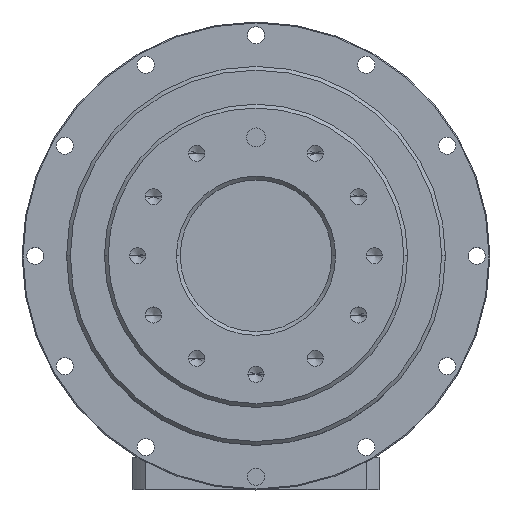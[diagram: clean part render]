
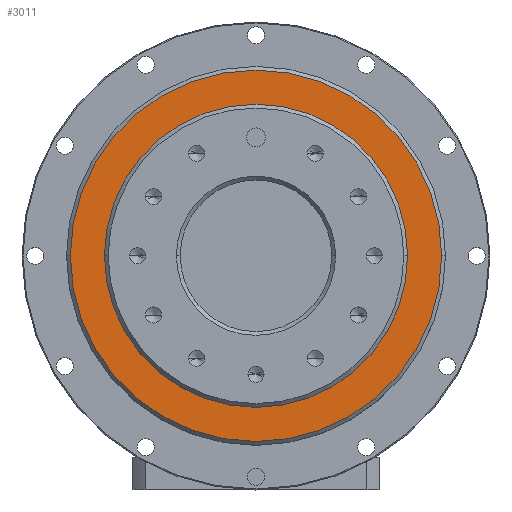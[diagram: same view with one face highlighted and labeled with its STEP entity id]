
A CAD part, top view. The second image highlights one B-rep face of the part: STEP entity #3011.
In plain terms, the highlighted planar face has unit normal (0, 0, 1).
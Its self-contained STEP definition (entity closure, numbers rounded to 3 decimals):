
#164 = CARTESIAN_POINT ( 'NONE',  ( 0., 0., 100. ) ) ;
#210 = FACE_BOUND ( 'NONE', #1401, .T. ) ;
#257 = DIRECTION ( 'NONE',  ( 0., 0., 1. ) ) ;
#266 = DIRECTION ( 'NONE',  ( 0., 0., 1. ) ) ;
#1401 = EDGE_LOOP ( 'NONE', ( #9349, #15890 ) ) ;
#2310 = EDGE_LOOP ( 'NONE', ( #3779, #4683 ) ) ;
#3011 = ADVANCED_FACE ( 'NONE', ( #3892, #210 ), #15022, .T. ) ;
#3779 = ORIENTED_EDGE ( 'NONE', *, *, #8518, .T. ) ;
#3842 = CIRCLE ( 'NONE', #6309, 80. ) ;
#3892 = FACE_OUTER_BOUND ( 'NONE', #2310, .T. ) ;
#3894 = DIRECTION ( 'NONE',  ( 1., 0., 0. ) ) ;
#3966 = CIRCLE ( 'NONE', #6558, 98. ) ;
#4341 = CIRCLE ( 'NONE', #10439, 80. ) ;
#4683 = ORIENTED_EDGE ( 'NONE', *, *, #16098, .T. ) ;
#5696 = VERTEX_POINT ( 'NONE', #6537 ) ;
#5808 = CARTESIAN_POINT ( 'NONE',  ( 0., 0., 100. ) ) ;
#5977 = DIRECTION ( 'NONE',  ( 0., 0., 1. ) ) ;
#6309 = AXIS2_PLACEMENT_3D ( 'NONE', #7704, #257, #8957 ) ;
#6537 = CARTESIAN_POINT ( 'NONE',  ( 98., 0., 100. ) ) ;
#6558 = AXIS2_PLACEMENT_3D ( 'NONE', #5808, #14465, #7045 ) ;
#7045 = DIRECTION ( 'NONE',  ( 1., 0., 0. ) ) ;
#7704 = CARTESIAN_POINT ( 'NONE',  ( 0., 0., 100. ) ) ;
#7711 = CARTESIAN_POINT ( 'NONE',  ( 0., 0., 100. ) ) ;
#8518 = EDGE_CURVE ( 'NONE', #15238, #5696, #9010, .T. ) ;
#8546 = AXIS2_PLACEMENT_3D ( 'NONE', #164, #11323, #3894 ) ;
#8898 = VERTEX_POINT ( 'NONE', #14588 ) ;
#8899 = EDGE_CURVE ( 'NONE', #8898, #11177, #4341, .T. ) ;
#8957 = DIRECTION ( 'NONE',  ( 1., 0., 0. ) ) ;
#8963 = DIRECTION ( 'NONE',  ( 1., 0., 0. ) ) ;
#9010 = CIRCLE ( 'NONE', #9085, 98. ) ;
#9085 = AXIS2_PLACEMENT_3D ( 'NONE', #7711, #266, #8963 ) ;
#9349 = ORIENTED_EDGE ( 'NONE', *, *, #13517, .F. ) ;
#10439 = AXIS2_PLACEMENT_3D ( 'NONE', #13396, #5977, #14644 ) ;
#11177 = VERTEX_POINT ( 'NONE', #13745 ) ;
#11323 = DIRECTION ( 'NONE',  ( 0., 0., 1. ) ) ;
#13229 = CARTESIAN_POINT ( 'NONE',  ( -98., 0., 100. ) ) ;
#13396 = CARTESIAN_POINT ( 'NONE',  ( 0., 0., 100. ) ) ;
#13517 = EDGE_CURVE ( 'NONE', #11177, #8898, #3842, .T. ) ;
#13745 = CARTESIAN_POINT ( 'NONE',  ( 80., 0., 100. ) ) ;
#14465 = DIRECTION ( 'NONE',  ( 0., 0., 1. ) ) ;
#14588 = CARTESIAN_POINT ( 'NONE',  ( -80., 0., 100. ) ) ;
#14644 = DIRECTION ( 'NONE',  ( 1., 0., 0. ) ) ;
#15022 = PLANE ( 'NONE',  #8546 ) ;
#15238 = VERTEX_POINT ( 'NONE', #13229 ) ;
#15890 = ORIENTED_EDGE ( 'NONE', *, *, #8899, .F. ) ;
#16098 = EDGE_CURVE ( 'NONE', #5696, #15238, #3966, .T. ) ;
